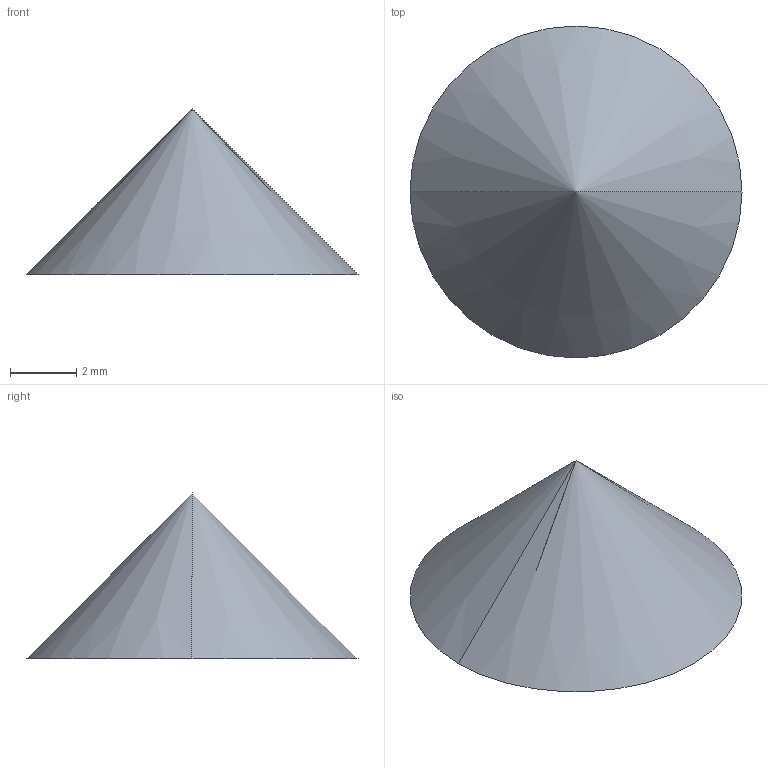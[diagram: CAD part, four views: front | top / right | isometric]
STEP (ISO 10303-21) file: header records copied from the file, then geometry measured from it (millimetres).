
FILE_DESCRIPTION(('STEP AP203'),'1');
FILE_NAME('cone.stp','2015-05-26T21:49:05',(' '),(' '),'Spatial InterOp 3D',' ',' ');
FILE_SCHEMA(('CONFIG_CONTROL_DESIGN'));
Length unit declared in the file: millimetre
Products named in the file (1): 1
Bounding box: 10 x 10 x 5 mm (x, y, z)
Volume: 130.9 mm3; surface area: 189.6 mm2
Topology: 1 solids, 1 shells, 3 faces, 6 edges, 3 vertices
Faces by surface type: cone 2, plane 1
Entity records: 112 total; most frequent: DIRECTION 14, CARTESIAN_POINT 11, ORIENTED_EDGE 8, AXIS2_PLACEMENT_3D 6, CC_DESIGN_PERSON_AND_ORGANIZATION_ASSIGNMENT 5, PERSON_AND_ORGANIZATION_ROLE 4, EDGE_CURVE 4, ADVANCED_FACE 3
